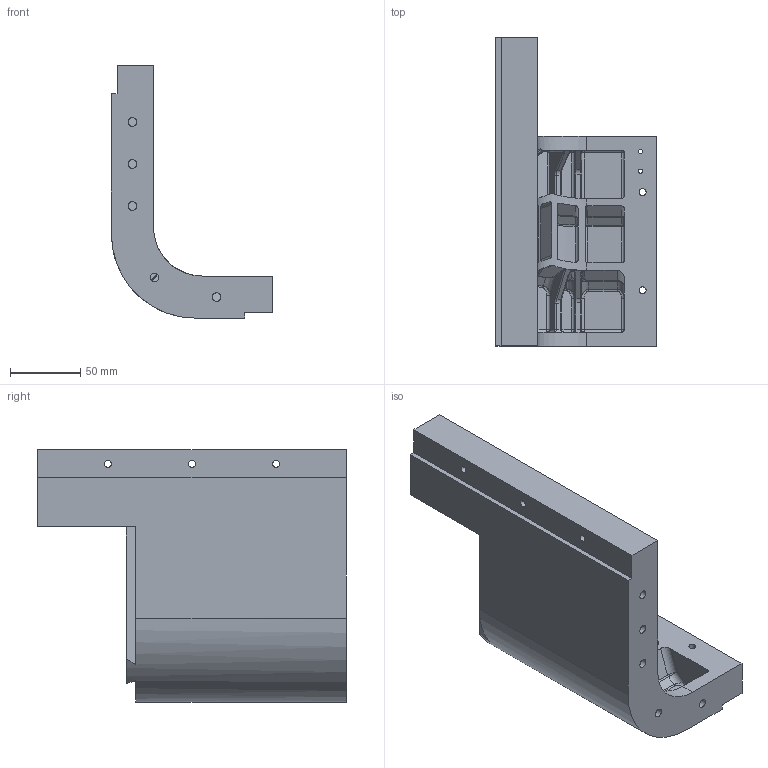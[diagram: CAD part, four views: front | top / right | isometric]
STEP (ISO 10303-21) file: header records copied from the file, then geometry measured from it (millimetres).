
FILE_DESCRIPTION(/* description */ (''),/* implementation_level */ '2;1');
FILE_NAME(/* name */ '',/* time_stamp */ '2025-10-13T17:26:10+03:00',/* author */ ('I9232'),/* organization */ (''),/* preprocessor_version */ 'ST-DEVELOPER v19.2',/* originating_system */ 'Autodesk Inventor 2023',/* authorisation */ '');
FILE_SCHEMA (('AUTOMOTIVE_DESIGN { 1 0 10303 214 3 1 1 }'));
Length unit declared in the file: millimetre
Products named in the file (1): 2.0_столб_переда
Bounding box: 115 x 220 x 180 mm (x, y, z)
Volume: 670912.2 mm3; surface area: 173037.2 mm2
Topology: 1 solids, 1 shells, 691 faces, 1598 edges, 889 vertices
Faces by surface type: cylinder 289, plane 148, bspline 142, sphere 83, torus 29
Full cylindrical faces by diameter (mm): 3 x4, 5 x5, 6.1 x1, 6.2 x4
Entity records: 23032 total; most frequent: CARTESIAN_POINT 7767, DIRECTION 3262, ORIENTED_EDGE 3138, EDGE_CURVE 1569, AXIS2_PLACEMENT_3D 1300, VERTEX_POINT 889, EDGE_LOOP 724, FACE_OUTER_BOUND 691
